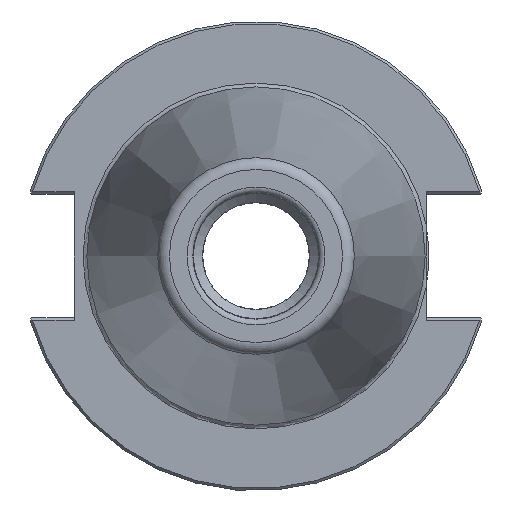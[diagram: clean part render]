
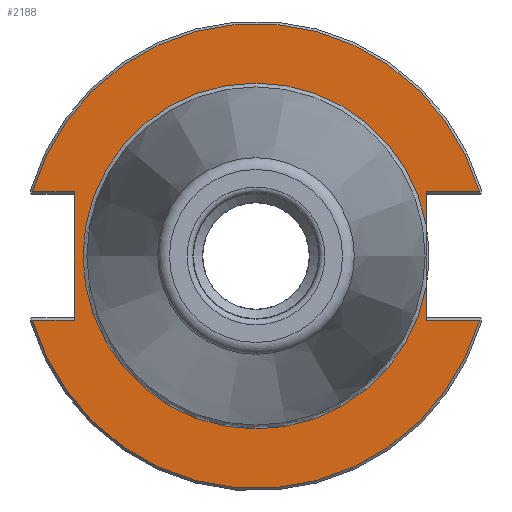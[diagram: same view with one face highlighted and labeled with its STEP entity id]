
A CAD part, left-side view. The second image highlights one B-rep face of the part: STEP entity #2188.
In plain terms, the highlighted planar face has unit normal (-1, 0, 0).
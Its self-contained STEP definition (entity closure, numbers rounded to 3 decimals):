
#159=PLANE('',#2340);
#217=FACE_OUTER_BOUND('',#335,.T.);
#335=EDGE_LOOP('',(#1529,#1530,#1531,#1532,#1533,#1534,#1535,#1536,#1537,
#1538,#1539));
#475=LINE('',#3383,#595);
#478=LINE('',#3442,#598);
#479=LINE('',#3448,#599);
#480=LINE('',#3450,#600);
#481=LINE('',#3454,#601);
#482=LINE('',#3456,#602);
#483=LINE('',#3457,#603);
#595=VECTOR('',#2651,10.);
#598=VECTOR('',#2670,10.);
#599=VECTOR('',#2675,10.);
#600=VECTOR('',#2676,10.);
#601=VECTOR('',#2679,10.);
#602=VECTOR('',#2680,10.);
#603=VECTOR('',#2681,10.);
#700=CIRCLE('',#2338,48.25);
#702=CIRCLE('',#2341,35.9);
#703=CIRCLE('',#2342,35.9);
#704=CIRCLE('',#2343,48.25);
#881=VERTEX_POINT('',#3380);
#882=VERTEX_POINT('',#3382);
#890=VERTEX_POINT('',#3429);
#893=VERTEX_POINT('',#3441);
#894=VERTEX_POINT('',#3443);
#895=VERTEX_POINT('',#3445);
#896=VERTEX_POINT('',#3447);
#897=VERTEX_POINT('',#3449);
#898=VERTEX_POINT('',#3451);
#899=VERTEX_POINT('',#3453);
#900=VERTEX_POINT('',#3455);
#1138=EDGE_CURVE('',#881,#882,#475,.T.);
#1150=EDGE_CURVE('',#882,#890,#700,.T.);
#1154=EDGE_CURVE('',#881,#893,#478,.T.);
#1155=EDGE_CURVE('',#893,#894,#702,.T.);
#1156=EDGE_CURVE('',#894,#895,#703,.T.);
#1157=EDGE_CURVE('',#895,#896,#479,.T.);
#1158=EDGE_CURVE('',#897,#896,#480,.T.);
#1159=EDGE_CURVE('',#898,#897,#704,.T.);
#1160=EDGE_CURVE('',#899,#898,#481,.T.);
#1161=EDGE_CURVE('',#899,#900,#482,.T.);
#1162=EDGE_CURVE('',#890,#900,#483,.T.);
#1529=ORIENTED_EDGE('',*,*,#1138,.F.);
#1530=ORIENTED_EDGE('',*,*,#1154,.T.);
#1531=ORIENTED_EDGE('',*,*,#1155,.T.);
#1532=ORIENTED_EDGE('',*,*,#1156,.T.);
#1533=ORIENTED_EDGE('',*,*,#1157,.T.);
#1534=ORIENTED_EDGE('',*,*,#1158,.F.);
#1535=ORIENTED_EDGE('',*,*,#1159,.F.);
#1536=ORIENTED_EDGE('',*,*,#1160,.F.);
#1537=ORIENTED_EDGE('',*,*,#1161,.T.);
#1538=ORIENTED_EDGE('',*,*,#1162,.F.);
#1539=ORIENTED_EDGE('',*,*,#1150,.F.);
#2188=ADVANCED_FACE('',(#217),#159,.T.);
#2338=AXIS2_PLACEMENT_3D('',#3430,#2664,#2665);
#2340=AXIS2_PLACEMENT_3D('',#3440,#2668,#2669);
#2341=AXIS2_PLACEMENT_3D('',#3444,#2671,#2672);
#2342=AXIS2_PLACEMENT_3D('',#3446,#2673,#2674);
#2343=AXIS2_PLACEMENT_3D('',#3452,#2677,#2678);
#2651=DIRECTION('',(0.,-1.,0.));
#2664=DIRECTION('center_axis',(1.,0.,0.));
#2665=DIRECTION('ref_axis',(0.,0.,-1.));
#2668=DIRECTION('center_axis',(-1.,0.,0.));
#2669=DIRECTION('ref_axis',(0.,0.,1.));
#2670=DIRECTION('',(0.,0.,1.));
#2671=DIRECTION('center_axis',(1.,0.,0.));
#2672=DIRECTION('ref_axis',(0.,0.,-1.));
#2673=DIRECTION('center_axis',(1.,0.,0.));
#2674=DIRECTION('ref_axis',(0.,0.,-1.));
#2675=DIRECTION('',(0.,0.,1.));
#2676=DIRECTION('',(0.,1.,0.));
#2677=DIRECTION('center_axis',(1.,0.,0.));
#2678=DIRECTION('ref_axis',(0.,0.,-1.));
#2679=DIRECTION('',(0.,1.,0.));
#2680=DIRECTION('',(0.,0.,-1.));
#2681=DIRECTION('',(0.,-1.,0.));
#3380=CARTESIAN_POINT('',(3.175,-35.3,-13.325));
#3382=CARTESIAN_POINT('',(3.175,-46.373,-13.325));
#3383=CARTESIAN_POINT('',(3.175,-13.707,-13.325));
#3429=CARTESIAN_POINT('',(3.175,46.373,-13.325));
#3430=CARTESIAN_POINT('Origin',(3.175,0.,0.));
#3440=CARTESIAN_POINT('Origin',(3.175,48.25,0.));
#3441=CARTESIAN_POINT('',(3.175,-35.3,-6.536));
#3442=CARTESIAN_POINT('',(3.175,-35.3,-6.413));
#3443=CARTESIAN_POINT('',(3.175,0.,35.9));
#3444=CARTESIAN_POINT('Origin',(3.175,0.,0.));
#3445=CARTESIAN_POINT('',(3.175,-35.3,6.536));
#3446=CARTESIAN_POINT('Origin',(3.175,0.,0.));
#3447=CARTESIAN_POINT('',(3.175,-35.3,13.325));
#3448=CARTESIAN_POINT('',(3.175,-35.3,-6.413));
#3449=CARTESIAN_POINT('',(3.175,-46.373,13.325));
#3450=CARTESIAN_POINT('',(3.175,6.475,13.325));
#3451=CARTESIAN_POINT('',(3.175,46.373,13.325));
#3452=CARTESIAN_POINT('Origin',(3.175,0.,0.));
#3453=CARTESIAN_POINT('',(3.175,37.7,13.325));
#3454=CARTESIAN_POINT('',(3.175,61.395,13.325));
#3455=CARTESIAN_POINT('',(3.175,37.7,-13.325));
#3456=CARTESIAN_POINT('',(3.175,37.7,6.413));
#3457=CARTESIAN_POINT('',(3.175,42.975,-13.325));
